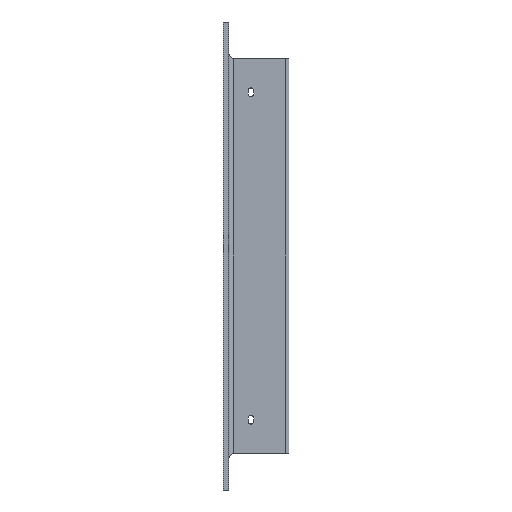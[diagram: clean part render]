
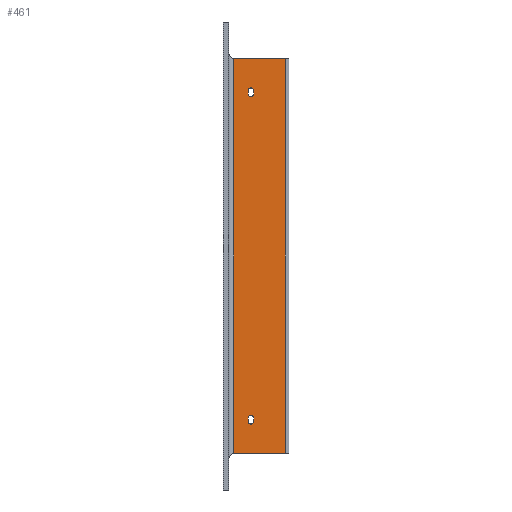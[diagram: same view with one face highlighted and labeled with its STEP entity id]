
A CAD part, front view. The second image highlights one B-rep face of the part: STEP entity #461.
In plain terms, the highlighted planar face has unit normal (0, -1, 0).
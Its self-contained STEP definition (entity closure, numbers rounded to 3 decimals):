
#22=FACE_BOUND('',#73,.T.);
#23=FACE_BOUND('',#74,.T.);
#25=PLANE('',#497);
#46=FACE_OUTER_BOUND('',#72,.T.);
#72=EDGE_LOOP('',(#351,#352,#353,#354,#355,#356));
#73=EDGE_LOOP('',(#357,#358,#359,#360));
#74=EDGE_LOOP('',(#361,#362,#363,#364));
#113=LINE('',#715,#163);
#114=LINE('',#717,#164);
#115=LINE('',#719,#165);
#116=LINE('',#722,#166);
#117=LINE('',#723,#167);
#118=LINE('',#724,#168);
#119=LINE('',#725,#169);
#120=LINE('',#726,#170);
#163=VECTOR('',#576,29.5);
#164=VECTOR('',#577,227.04);
#165=VECTOR('',#578,29.5);
#166=VECTOR('',#581,227.07);
#167=VECTOR('',#582,2.);
#168=VECTOR('',#583,2.);
#169=VECTOR('',#584,2.);
#170=VECTOR('',#585,2.);
#193=CIRCLE('',#483,1.5);
#195=CIRCLE('',#486,1.5);
#197=CIRCLE('',#489,1.5);
#199=CIRCLE('',#492,1.5);
#203=CIRCLE('',#498,3.);
#204=CIRCLE('',#499,3.);
#207=VERTEX_POINT('',#650);
#208=VERTEX_POINT('',#651);
#211=VERTEX_POINT('',#659);
#212=VERTEX_POINT('',#660);
#215=VERTEX_POINT('',#668);
#216=VERTEX_POINT('',#669);
#219=VERTEX_POINT('',#677);
#220=VERTEX_POINT('',#678);
#233=VERTEX_POINT('',#711);
#234=VERTEX_POINT('',#712);
#235=VERTEX_POINT('',#714);
#236=VERTEX_POINT('',#716);
#237=VERTEX_POINT('',#718);
#238=VERTEX_POINT('',#720);
#251=EDGE_CURVE('',#207,#208,#193,.T.);
#255=EDGE_CURVE('',#211,#212,#195,.T.);
#259=EDGE_CURVE('',#215,#216,#197,.T.);
#263=EDGE_CURVE('',#219,#220,#199,.T.);
#281=EDGE_CURVE('',#233,#234,#203,.T.);
#282=EDGE_CURVE('',#234,#235,#113,.T.);
#283=EDGE_CURVE('',#235,#236,#114,.T.);
#284=EDGE_CURVE('',#237,#236,#115,.T.);
#285=EDGE_CURVE('',#238,#237,#204,.T.);
#286=EDGE_CURVE('',#233,#238,#116,.T.);
#287=EDGE_CURVE('',#220,#211,#117,.T.);
#288=EDGE_CURVE('',#212,#219,#118,.T.);
#289=EDGE_CURVE('',#208,#215,#119,.T.);
#290=EDGE_CURVE('',#216,#207,#120,.T.);
#351=ORIENTED_EDGE('',*,*,#281,.T.);
#352=ORIENTED_EDGE('',*,*,#282,.T.);
#353=ORIENTED_EDGE('',*,*,#283,.T.);
#354=ORIENTED_EDGE('',*,*,#284,.F.);
#355=ORIENTED_EDGE('',*,*,#285,.F.);
#356=ORIENTED_EDGE('',*,*,#286,.F.);
#357=ORIENTED_EDGE('',*,*,#255,.F.);
#358=ORIENTED_EDGE('',*,*,#287,.F.);
#359=ORIENTED_EDGE('',*,*,#263,.F.);
#360=ORIENTED_EDGE('',*,*,#288,.F.);
#361=ORIENTED_EDGE('',*,*,#289,.T.);
#362=ORIENTED_EDGE('',*,*,#259,.T.);
#363=ORIENTED_EDGE('',*,*,#290,.T.);
#364=ORIENTED_EDGE('',*,*,#251,.T.);
#461=ADVANCED_FACE('',(#46,#22,#23),#25,.T.);
#483=AXIS2_PLACEMENT_3D('',#652,#524,#525);
#486=AXIS2_PLACEMENT_3D('',#661,#532,#533);
#489=AXIS2_PLACEMENT_3D('',#670,#540,#541);
#492=AXIS2_PLACEMENT_3D('',#679,#548,#549);
#497=AXIS2_PLACEMENT_3D('',#710,#572,#573);
#498=AXIS2_PLACEMENT_3D('',#713,#574,#575);
#499=AXIS2_PLACEMENT_3D('',#721,#579,#580);
#524=DIRECTION('center_axis',(0.,1.,0.));
#525=DIRECTION('ref_axis',(1.,0.,0.));
#532=DIRECTION('center_axis',(0.,-1.,0.));
#533=DIRECTION('ref_axis',(1.,0.,0.));
#540=DIRECTION('center_axis',(0.,1.,0.));
#541=DIRECTION('ref_axis',(1.,0.,0.));
#548=DIRECTION('center_axis',(0.,-1.,0.));
#549=DIRECTION('ref_axis',(1.,0.,0.));
#572=DIRECTION('center_axis',(0.,-1.,0.));
#573=DIRECTION('ref_axis',(-1.,0.,0.));
#574=DIRECTION('center_axis',(0.,1.,0.));
#575=DIRECTION('ref_axis',(1.,0.,0.));
#576=DIRECTION('',(1.,0.,0.));
#577=DIRECTION('',(0.,0.,1.));
#578=DIRECTION('',(1.,0.,0.));
#579=DIRECTION('center_axis',(0.,-1.,0.));
#580=DIRECTION('ref_axis',(1.,0.,0.));
#581=DIRECTION('',(0.,0.,1.));
#582=DIRECTION('',(0.,0.,-1.));
#583=DIRECTION('',(0.,0.,1.));
#584=DIRECTION('',(0.,0.,1.));
#585=DIRECTION('',(0.,0.,-1.));
#650=CARTESIAN_POINT('',(17.5,-2.5,-95.195));
#651=CARTESIAN_POINT('',(14.5,-2.5,-95.195));
#652=CARTESIAN_POINT('Origin',(16.,-2.5,-95.195));
#659=CARTESIAN_POINT('',(14.5,-2.5,93.195));
#660=CARTESIAN_POINT('',(17.5,-2.5,93.195));
#661=CARTESIAN_POINT('Origin',(16.,-2.5,93.195));
#668=CARTESIAN_POINT('',(14.5,-2.5,-93.195));
#669=CARTESIAN_POINT('',(17.5,-2.5,-93.195));
#670=CARTESIAN_POINT('Origin',(16.,-2.5,-93.195));
#677=CARTESIAN_POINT('',(17.5,-2.5,95.195));
#678=CARTESIAN_POINT('',(14.5,-2.5,95.195));
#679=CARTESIAN_POINT('Origin',(16.,-2.5,95.195));
#710=CARTESIAN_POINT('Origin',(6.,-2.5,-134.62));
#711=CARTESIAN_POINT('',(6.,-2.5,-113.535));
#712=CARTESIAN_POINT('',(6.3,-2.5,-113.52));
#713=CARTESIAN_POINT('Origin',(6.3,-2.5,-116.52));
#714=CARTESIAN_POINT('',(35.8,-2.5,-113.52));
#715=CARTESIAN_POINT('',(6.,-2.5,-113.52));
#716=CARTESIAN_POINT('',(35.8,-2.5,113.52));
#717=CARTESIAN_POINT('',(35.8,-2.5,-134.62));
#718=CARTESIAN_POINT('',(6.3,-2.5,113.52));
#719=CARTESIAN_POINT('',(6.,-2.5,113.52));
#720=CARTESIAN_POINT('',(6.,-2.5,113.535));
#721=CARTESIAN_POINT('Origin',(6.3,-2.5,116.52));
#722=CARTESIAN_POINT('',(6.,-2.5,-134.62));
#723=CARTESIAN_POINT('',(14.5,-2.5,-134.62));
#724=CARTESIAN_POINT('',(17.5,-2.5,-134.62));
#725=CARTESIAN_POINT('',(14.5,-2.5,-134.62));
#726=CARTESIAN_POINT('',(17.5,-2.5,-134.62));
